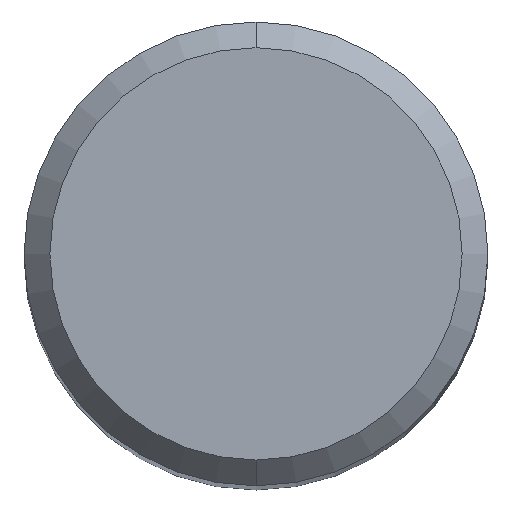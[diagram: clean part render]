
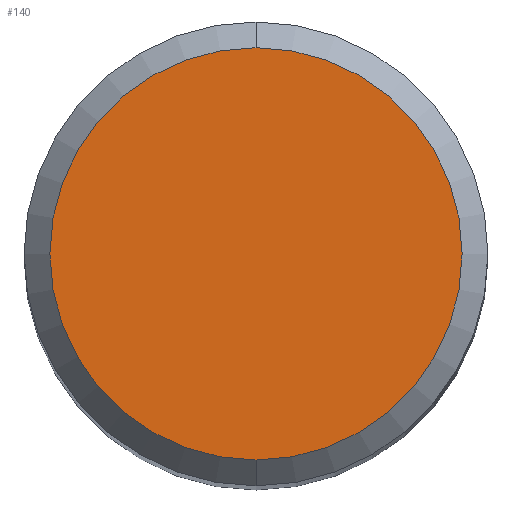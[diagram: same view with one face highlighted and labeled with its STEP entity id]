
A CAD part, top view. The second image highlights one B-rep face of the part: STEP entity #140.
In plain terms, the highlighted planar face has unit normal (0, 0, 1).
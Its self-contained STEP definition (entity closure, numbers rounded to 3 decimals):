
#140=ADVANCED_FACE('',(#347),#348,.T.);
#146=EDGE_CURVE('',#296,#240,#354,.T.);
#162=EDGE_CURVE('',#240,#296,#370,.T.);
#240=VERTEX_POINT('',#458);
#296=VERTEX_POINT('',#521);
#347=FACE_OUTER_BOUND('',#574,.T.);
#348=PLANE('',#575);
#354=CIRCLE('',#584,4.0);
#370=CIRCLE('',#607,4.0);
#458=CARTESIAN_POINT('',(0.,-4.0,45.97));
#521=CARTESIAN_POINT('',(0.0,4.0,45.97));
#574=EDGE_LOOP('',(#849,#850));
#575=AXIS2_PLACEMENT_3D('',#851,#852,#853);
#584=AXIS2_PLACEMENT_3D('',#855,#856,#857);
#607=AXIS2_PLACEMENT_3D('',#870,#871,#872);
#849=ORIENTED_EDGE('',*,*,#146,.F.);
#850=ORIENTED_EDGE('',*,*,#162,.F.);
#851=CARTESIAN_POINT('',(0.0,2.0,45.97));
#852=DIRECTION('',(-0.0,0.0,1.0));
#853=DIRECTION('',(0.0,-1.0,0.0));
#855=CARTESIAN_POINT('',(0.0,0.0,45.97));
#856=DIRECTION('',(0.0,0.0,-1.0));
#857=DIRECTION('',(0.0,1.0,0.0));
#870=CARTESIAN_POINT('',(0.0,0.0,45.97));
#871=DIRECTION('',(0.0,0.0,-1.0));
#872=DIRECTION('',(0.0,1.0,0.0));
